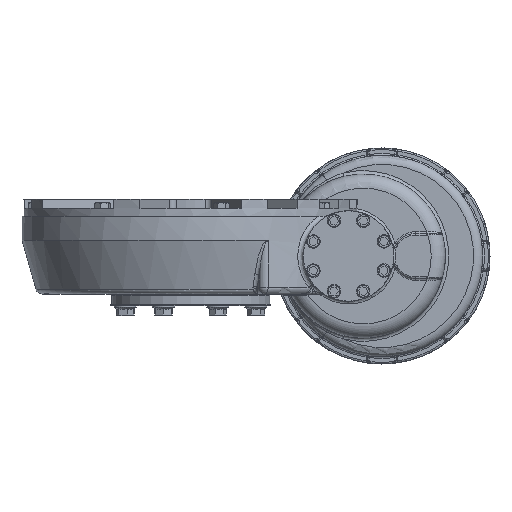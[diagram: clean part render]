
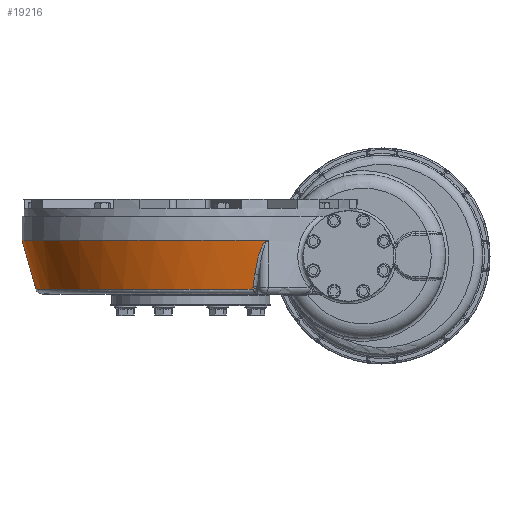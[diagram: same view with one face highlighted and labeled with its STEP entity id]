
A CAD part, left-side view. The second image highlights one B-rep face of the part: STEP entity #19216.
In plain terms, the highlighted conical face has half-angle 15.397 degrees and reference radius 298 mm.
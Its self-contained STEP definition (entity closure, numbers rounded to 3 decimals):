
#635=B_SPLINE_CURVE_WITH_KNOTS('',3,(#50201,#50202,#50203,#50204,#50205,
#50206,#50207,#50208,#50209,#50210,#50211,#50212,#50213),.UNSPECIFIED.,
 .F.,.F.,(4,1,1,1,1,1,1,1,1,1,4),(0.,0.016,0.024,
0.032,0.041,0.045,0.049,
0.053,0.057,0.061,0.065),
 .UNSPECIFIED.);
#637=B_SPLINE_CURVE_WITH_KNOTS('',3,(#50233,#50234,#50235,#50236),
 .UNSPECIFIED.,.F.,.F.,(4,4),(0.,1.),.UNSPECIFIED.);
#639=B_SPLINE_CURVE_WITH_KNOTS('',3,(#50272,#50273,#50274,#50275),
 .UNSPECIFIED.,.F.,.F.,(4,4),(0.,0.005),.UNSPECIFIED.);
#645=B_SPLINE_CURVE_WITH_KNOTS('',3,(#50482,#50483,#50484,#50485),
 .UNSPECIFIED.,.F.,.F.,(4,4),(0.,0.005),.UNSPECIFIED.);
#647=B_SPLINE_CURVE_WITH_KNOTS('',3,(#50505,#50506,#50507,#50508),
 .UNSPECIFIED.,.F.,.F.,(4,4),(0.,1.),.UNSPECIFIED.);
#649=B_SPLINE_CURVE_WITH_KNOTS('',3,(#50637,#50638,#50639,#50640,#50641,
#50642,#50643,#50644,#50645,#50646,#50647,#50648),.UNSPECIFIED.,.F.,.F.,
(4,1,1,1,1,1,1,1,1,4),(0.,0.004,0.008,0.012,
0.016,0.025,0.033,0.041,
0.049,0.066),.UNSPECIFIED.);
#3555=CONICAL_SURFACE('',#21300,298.,0.269);
#8536=ORIENTED_EDGE('',*,*,#11152,.T.);
#8537=ORIENTED_EDGE('',*,*,#11149,.T.);
#8538=ORIENTED_EDGE('',*,*,#11035,.T.);
#8539=ORIENTED_EDGE('',*,*,#11168,.T.);
#8540=ORIENTED_EDGE('',*,*,#11166,.T.);
#8541=ORIENTED_EDGE('',*,*,#11163,.T.);
#8542=ORIENTED_EDGE('',*,*,#11178,.T.);
#8543=ORIENTED_EDGE('',*,*,#11155,.T.);
#11035=EDGE_CURVE('',#12844,#12843,#13850,.T.);
#11149=EDGE_CURVE('',#12894,#12844,#635,.T.);
#11152=EDGE_CURVE('',#12896,#12894,#637,.T.);
#11155=EDGE_CURVE('',#12898,#12896,#639,.T.);
#11163=EDGE_CURVE('',#12902,#12901,#645,.T.);
#11166=EDGE_CURVE('',#12904,#12902,#647,.T.);
#11168=EDGE_CURVE('',#12843,#12904,#649,.T.);
#11178=EDGE_CURVE('',#12901,#12898,#13922,.F.);
#12843=VERTEX_POINT('',#47505);
#12844=VERTEX_POINT('',#47507);
#12894=VERTEX_POINT('',#50183);
#12896=VERTEX_POINT('',#50227);
#12898=VERTEX_POINT('',#50266);
#12901=VERTEX_POINT('',#50445);
#12902=VERTEX_POINT('',#50476);
#12904=VERTEX_POINT('',#50499);
#13850=CIRCLE('',#21169,298.);
#13922=CIRCLE('',#21281,274.127);
#15262=EDGE_LOOP('',(#8536,#8537,#8538,#8539,#8540,#8541,#8542,#8543));
#16608=FACE_BOUND('',#15262,.T.);
#19216=ADVANCED_FACE('',(#16608),#3555,.T.);
#21169=AXIS2_PLACEMENT_3D('',#47506,#26031,#26032);
#21281=AXIS2_PLACEMENT_3D('',#50667,#26272,#26273);
#21300=AXIS2_PLACEMENT_3D('',#50696,#26320,#26321);
#26031=DIRECTION('',(0.,0.,-1.));
#26032=DIRECTION('',(1.,0.,0.));
#26272=DIRECTION('',(0.,0.,-1.));
#26273=DIRECTION('',(1.,0.,0.));
#26320=DIRECTION('',(0.,0.,1.));
#26321=DIRECTION('',(-1.,0.,0.));
#47505=CARTESIAN_POINT('',(368.101,-36.242,105.));
#47506=CARTESIAN_POINT('',(102.24,98.375,105.));
#47507=CARTESIAN_POINT('',(-163.621,-36.242,105.));
#50183=CARTESIAN_POINT('',(-155.395,-15.295,45.436));
#50201=CARTESIAN_POINT('',(-155.395,-15.295,45.436));
#50202=CARTESIAN_POINT('',(-156.652,-16.018,50.674));
#50203=CARTESIAN_POINT('',(-158.43,-17.33,58.502));
#50204=CARTESIAN_POINT('',(-160.541,-19.613,68.881));
#50205=CARTESIAN_POINT('',(-161.969,-21.635,76.627));
#50206=CARTESIAN_POINT('',(-162.997,-23.643,83.054));
#50207=CARTESIAN_POINT('',(-163.675,-25.496,88.116));
#50208=CARTESIAN_POINT('',(-164.094,-27.043,91.876));
#50209=CARTESIAN_POINT('',(-164.392,-28.778,95.552));
#50210=CARTESIAN_POINT('',(-164.525,-30.747,99.078));
#50211=CARTESIAN_POINT('',(-164.394,-33.124,102.437));
#50212=CARTESIAN_POINT('',(-164.,-35.081,104.324));
#50213=CARTESIAN_POINT('',(-163.621,-36.242,105.));
#50227=CARTESIAN_POINT('',(-150.029,-12.213,23.093));
#50233=CARTESIAN_POINT('',(-150.029,-12.213,23.093));
#50234=CARTESIAN_POINT('',(-151.818,-13.24,30.541));
#50235=CARTESIAN_POINT('',(-153.606,-14.268,37.989));
#50236=CARTESIAN_POINT('',(-155.395,-15.295,45.436));
#50266=CARTESIAN_POINT('',(-148.625,-12.136,18.314));
#50272=CARTESIAN_POINT('',(-148.625,-12.136,18.314));
#50273=CARTESIAN_POINT('',(-149.174,-11.963,19.886));
#50274=CARTESIAN_POINT('',(-149.641,-11.99,21.48));
#50275=CARTESIAN_POINT('',(-150.029,-12.213,23.093));
#50445=CARTESIAN_POINT('',(353.105,-12.136,18.314));
#50476=CARTESIAN_POINT('',(354.509,-12.213,23.093));
#50482=CARTESIAN_POINT('',(354.509,-12.213,23.093));
#50483=CARTESIAN_POINT('',(354.121,-11.99,21.48));
#50484=CARTESIAN_POINT('',(353.654,-11.963,19.886));
#50485=CARTESIAN_POINT('',(353.105,-12.136,18.314));
#50499=CARTESIAN_POINT('',(359.875,-15.295,45.436));
#50505=CARTESIAN_POINT('',(359.875,-15.295,45.436));
#50506=CARTESIAN_POINT('',(358.086,-14.268,37.989));
#50507=CARTESIAN_POINT('',(356.298,-13.24,30.541));
#50508=CARTESIAN_POINT('',(354.509,-12.213,23.093));
#50637=CARTESIAN_POINT('',(368.101,-36.242,105.));
#50638=CARTESIAN_POINT('',(368.481,-35.081,104.323));
#50639=CARTESIAN_POINT('',(368.876,-33.113,102.425));
#50640=CARTESIAN_POINT('',(369.005,-30.738,99.064));
#50641=CARTESIAN_POINT('',(368.87,-28.754,95.506));
#50642=CARTESIAN_POINT('',(368.464,-26.425,90.556));
#50643=CARTESIAN_POINT('',(367.673,-24.029,84.283));
#50644=CARTESIAN_POINT('',(366.45,-21.639,76.637));
#50645=CARTESIAN_POINT('',(365.027,-19.621,68.914));
#50646=CARTESIAN_POINT('',(362.913,-17.332,58.514));
#50647=CARTESIAN_POINT('',(361.132,-16.018,50.671));
#50648=CARTESIAN_POINT('',(359.875,-15.295,45.436));
#50667=CARTESIAN_POINT('',(102.24,98.375,18.314));
#50696=CARTESIAN_POINT('',(102.24,98.375,105.));
